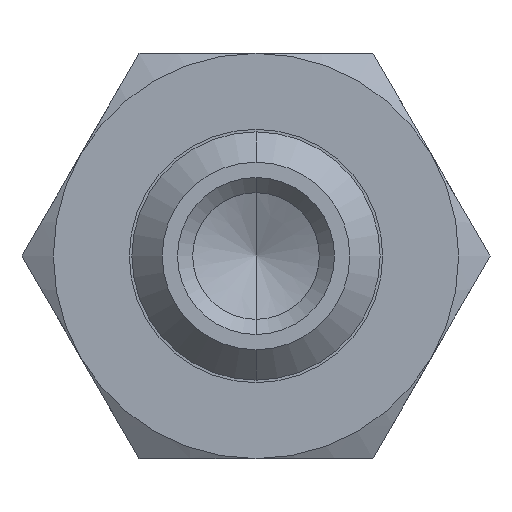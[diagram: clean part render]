
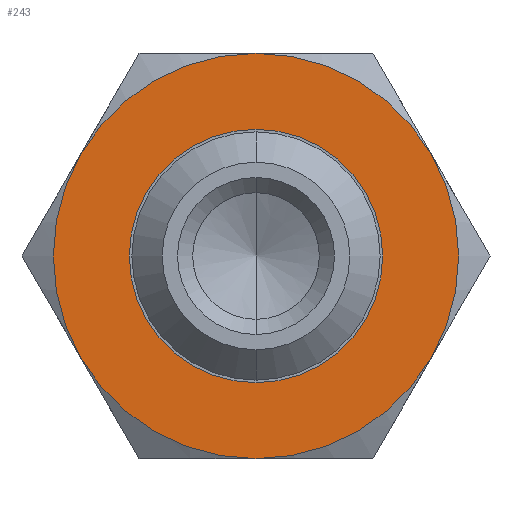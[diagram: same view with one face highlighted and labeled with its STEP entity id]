
A CAD part, front view. The second image highlights one B-rep face of the part: STEP entity #243.
In plain terms, the highlighted planar face has unit normal (0, -1, 0).
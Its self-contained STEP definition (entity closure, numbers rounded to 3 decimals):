
#11 = ORIENTED_EDGE ( 'NONE', *, *, #239, .F. ) ;
#150 = EDGE_CURVE ( 'NONE', #240, #237, #812, .T. ) ;
#151 = EDGE_LOOP ( 'NONE', ( #155, #218 ) ) ;
#152 = EDGE_CURVE ( 'NONE', #232, #161, #783, .T. ) ;
#155 = ORIENTED_EDGE ( 'NONE', *, *, #162, .T. ) ;
#161 = VERTEX_POINT ( 'NONE', #806 ) ;
#162 = EDGE_CURVE ( 'NONE', #161, #232, #804, .T. ) ;
#187 = ORIENTED_EDGE ( 'NONE', *, *, #150, .F. ) ;
#191 = EDGE_LOOP ( 'NONE', ( #187, #11 ) ) ;
#218 = ORIENTED_EDGE ( 'NONE', *, *, #152, .T. ) ;
#232 = VERTEX_POINT ( 'NONE', #946 ) ;
#237 = VERTEX_POINT ( 'NONE', #994 ) ;
#239 = EDGE_CURVE ( 'NONE', #237, #240, #968, .T. ) ;
#240 = VERTEX_POINT ( 'NONE', #942 ) ;
#243 = ADVANCED_FACE ( 'NONE', ( #984, #983 ), #1006, .T. ) ;
#779 = DIRECTION ( 'NONE',  ( 0., 0., -1. ) ) ;
#780 = DIRECTION ( 'NONE',  ( 0., -1., 0. ) ) ;
#781 = CARTESIAN_POINT ( 'NONE',  ( 0., 0., 0. ) ) ;
#782 = AXIS2_PLACEMENT_3D ( 'NONE', #781, #780, #779 ) ;
#783 = CIRCLE ( 'NONE', #782, 4. ) ;
#799 = DIRECTION ( 'NONE',  ( 0., 0., -1. ) ) ;
#800 = DIRECTION ( 'NONE',  ( 0., -1., 0. ) ) ;
#802 = CARTESIAN_POINT ( 'NONE',  ( 0., 0., 0. ) ) ;
#803 = AXIS2_PLACEMENT_3D ( 'NONE', #802, #800, #799 ) ;
#804 = CIRCLE ( 'NONE', #803, 4. ) ;
#806 = CARTESIAN_POINT ( 'NONE',  ( 0., 0., -4. ) ) ;
#812 = CIRCLE ( 'NONE', #832, 2.5 ) ;
#829 = DIRECTION ( 'NONE',  ( 0., 0., -1. ) ) ;
#830 = DIRECTION ( 'NONE',  ( 0., -1., 0. ) ) ;
#831 = CARTESIAN_POINT ( 'NONE',  ( 0., 0., 0. ) ) ;
#832 = AXIS2_PLACEMENT_3D ( 'NONE', #831, #830, #829 ) ;
#942 = CARTESIAN_POINT ( 'NONE',  ( 0., 0., -2.5 ) ) ;
#943 = DIRECTION ( 'NONE',  ( 0., 0., -1. ) ) ;
#944 = DIRECTION ( 'NONE',  ( 0., -1., 0. ) ) ;
#945 = CARTESIAN_POINT ( 'NONE',  ( 0., 0., 0. ) ) ;
#946 = CARTESIAN_POINT ( 'NONE',  ( 0., 0., 4. ) ) ;
#967 = AXIS2_PLACEMENT_3D ( 'NONE', #945, #944, #943 ) ;
#968 = CIRCLE ( 'NONE', #967, 2.5 ) ;
#983 = FACE_BOUND ( 'NONE', #191, .T. ) ;
#984 = FACE_OUTER_BOUND ( 'NONE', #151, .T. ) ;
#994 = CARTESIAN_POINT ( 'NONE',  ( 0., 0., 2.5 ) ) ;
#1006 = PLANE ( 'NONE',  #1014 ) ;
#1011 = DIRECTION ( 'NONE',  ( 0., 0., -1. ) ) ;
#1012 = DIRECTION ( 'NONE',  ( 0., -1., 0. ) ) ;
#1013 = CARTESIAN_POINT ( 'NONE',  ( 2.5, 0., 0. ) ) ;
#1014 = AXIS2_PLACEMENT_3D ( 'NONE', #1013, #1012, #1011 ) ;
